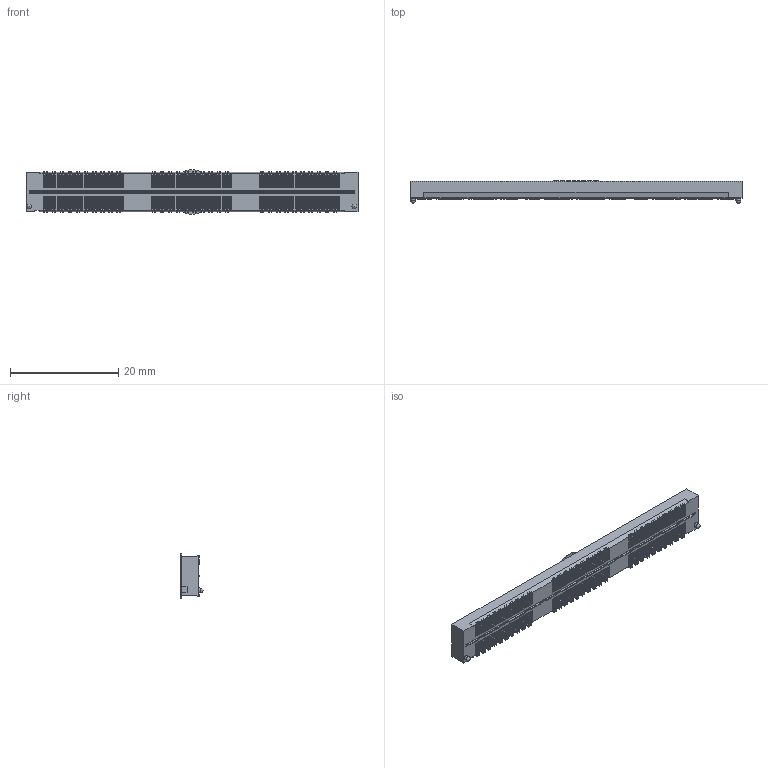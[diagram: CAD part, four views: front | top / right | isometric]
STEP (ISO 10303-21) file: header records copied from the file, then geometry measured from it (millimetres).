
FILE_DESCRIPTION(/* description */ ('STEP AP214'),/* implementation_level */ '2;1');
FILE_NAME(/* name */ 'QSH-060-01-L-D-DP-A-K-TR',/* time_stamp */ '2023-05-28T00:18:07+02:00',/* author */ ('License CC BY-ND 4.0'),/* organization */ ('CADENAS'),/* preprocessor_version */ 'ST-DEVELOPER v19.3',/* originating_system */ 'PARTsolutions',/* authorisation */ ' ');
FILE_SCHEMA (('AUTOMOTIVE_DESIGN {1 0 10303 214 3 1 1}'));
Products named in the file (5): QSH-060-01-L-D-DP-A-K-TR; QSHpolyimide_film; C-126-21-060-D-DP; T-1G2-01-060; TQSH-060-01-D-DP-A_terminal
Assembly tree (8 placements, depth 2):
  QSH-060-01-L-D-DP-A-K-TR
    QSHpolyimide_film
    C-126-21-060-D-DP  x3
    T-1G2-01-060  x3
    TQSH-060-01-D-DP-A_terminal
Bounding box: 61.38 x 4.13 x 8.26 mm (x, y, z)
Volume: 801.3 mm3; surface area: 4283.4 mm2
Topology: 8 solids, 8 shells, 4347 faces, 12968 edges, 8646 vertices
Faces by surface type: plane 3838, cylinder 507, sphere 2
Full cylindrical faces by diameter (mm): 0.889 x2, 8.255 x1
Entity records: 89520 total; most frequent: CARTESIAN_POINT 16177, ORIENTED_EDGE 16146, DIRECTION 13855, EDGE_CURVE 8073, LINE 7731, VECTOR 7731, VERTEX_POINT 5384, AXIS2_PLACEMENT_3D 3062
